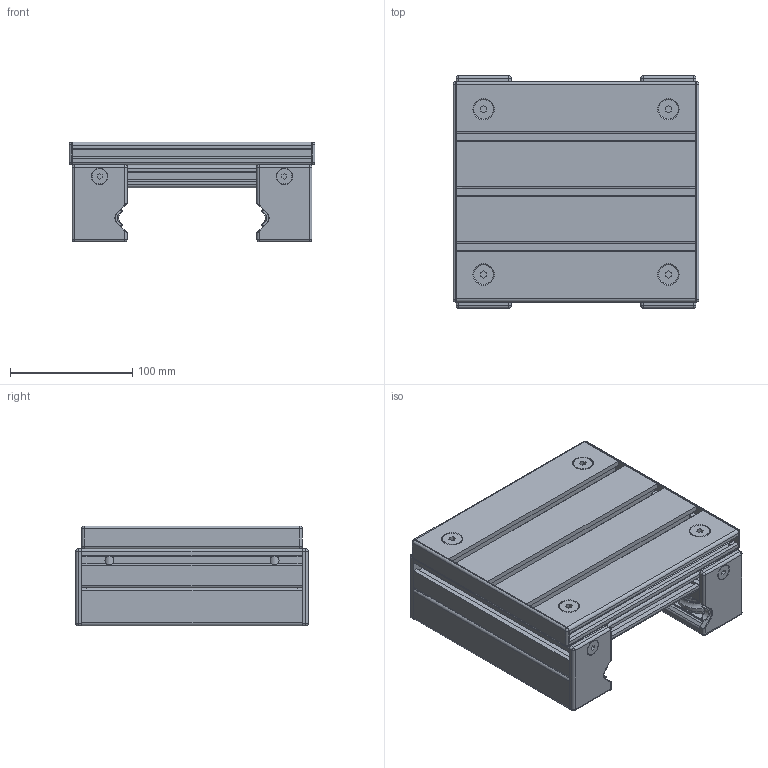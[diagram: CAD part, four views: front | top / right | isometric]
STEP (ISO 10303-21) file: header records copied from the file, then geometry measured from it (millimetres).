
FILE_DESCRIPTION(/* description */ ('Šroub DIN 912'),/* implementation_level */ '2;1');
FILE_NAME(/* name */ '801890R.stp',/* time_stamp */ '2014-01-03T07:35:43+01:00',/* author */ ('AlutecKK'),/* organization */ (''),/* preprocessor_version */ 'ST-DEVELOPER v15.2',/* originating_system */ 'Autodesk Inventor 2014',/* authorisation */ '');
FILE_SCHEMA (('AUTOMOTIVE_DESIGN { 1 0 10303 214 3 1 1 }'));
Length unit declared in the file: millimetre
Products named in the file (19): 200820-1; 200835.4; 221180; 321309-LV; 801204; 801205; 801231-32-I; 801231-32-II; 801231-32-III; 801231-32-IV; 801231-32; 801232-32-I; 801232-32; 801235; 801845-04; 801890R-01; 801845R-02; 801890-03; 801890R
Bounding box: 201 x 190 x 81.5 mm (x, y, z)
Volume: 875768.3 mm3; surface area: 528806.3 mm2
Topology: 57 solids, 57 shells, 2252 faces, 5570 edges, 3242 vertices
Faces by surface type: plane 1128, cylinder 852, cone 102, sphere 86, torus 72, bspline 12
Full cylindrical faces by diameter (mm): 6.647 x8, 7.3 x8, 7.5 x8, 8 x18, 8.2 x4, 8.4 x4, 11.4 x4, 12 x8, 13 x10, 13.5 x6, 16 x4, 18 x8, 18.4 x8, 24 x8, 35 x8
Entity records: 31351 total; most frequent: CARTESIAN_POINT 7063, DIRECTION 5197, ORIENTED_EDGE 4784, EDGE_CURVE 2360, AXIS2_PLACEMENT_3D 1933, VERTEX_POINT 1491, LINE 1331, VECTOR 1331
